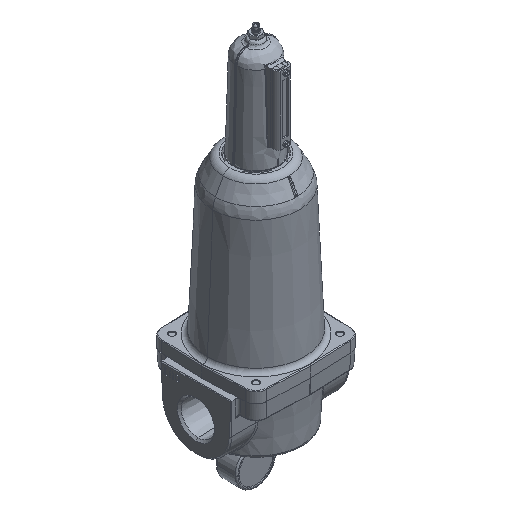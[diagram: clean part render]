
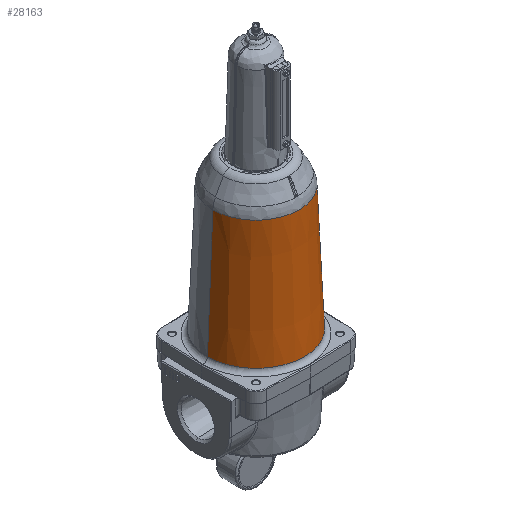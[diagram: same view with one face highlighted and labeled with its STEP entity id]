
A CAD part, isometric view. The second image highlights one B-rep face of the part: STEP entity #28163.
In plain terms, the highlighted conical face has half-angle 2.45 degrees and reference radius 57.292 mm.
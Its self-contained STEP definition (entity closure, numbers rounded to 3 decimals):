
#3226 = AXIS2_PLACEMENT_3D ( 'NONE', #20644, #32454, #5163 ) ;
#4951 = LINE ( 'NONE', #39158, #26103 ) ;
#5163 = DIRECTION ( 'NONE',  ( 0., 0., -1. ) ) ;
#5335 = EDGE_CURVE ( 'NONE', #9259, #48866, #14439, .T. ) ;
#7410 = FACE_OUTER_BOUND ( 'NONE', #39703, .T. ) ;
#8195 = DIRECTION ( 'NONE',  ( 0., 1., 0. ) ) ;
#9055 = ORIENTED_EDGE ( 'NONE', *, *, #5335, .T. ) ;
#9259 = VERTEX_POINT ( 'NONE', #35486 ) ;
#12071 = DIRECTION ( 'NONE',  ( 0., 0., 1. ) ) ;
#12705 = AXIS2_PLACEMENT_3D ( 'NONE', #23674, #8195, #12071 ) ;
#14439 = CIRCLE ( 'NONE', #3226, 57.589 ) ;
#15732 = EDGE_CURVE ( 'NONE', #41717, #39169, #19649, .T. ) ;
#17152 = CARTESIAN_POINT ( 'NONE',  ( 0., 89.434, 0. ) ) ;
#19649 = CIRCLE ( 'NONE', #50368, 64.697 ) ;
#20644 = CARTESIAN_POINT ( 'NONE',  ( 0., -76.685, 0. ) ) ;
#22375 = CARTESIAN_POINT ( 'NONE',  ( 0., -83.622, 57.292 ) ) ;
#23674 = CARTESIAN_POINT ( 'NONE',  ( 0., -83.622, 0. ) ) ;
#24737 = CARTESIAN_POINT ( 'NONE',  ( 0., 89.434, -64.697 ) ) ;
#25129 = DIRECTION ( 'NONE',  ( 0., 0., -1. ) ) ;
#25486 = LINE ( 'NONE', #22375, #49920 ) ;
#26103 = VECTOR ( 'NONE', #50797, 1000. ) ;
#26582 = EDGE_CURVE ( 'NONE', #9259, #39169, #25486, .T. ) ;
#27808 = ORIENTED_EDGE ( 'NONE', *, *, #42772, .T. ) ;
#28163 = ADVANCED_FACE ( 'NONE', ( #7410 ), #28504, .T. ) ;
#28504 = CONICAL_SURFACE ( 'NONE', #12705, 57.292, 0.043 ) ;
#29238 = ORIENTED_EDGE ( 'NONE', *, *, #15732, .T. ) ;
#32454 = DIRECTION ( 'NONE',  ( 0., 1., 0. ) ) ;
#33807 = CARTESIAN_POINT ( 'NONE',  ( 0., -76.685, -57.589 ) ) ;
#34462 = ORIENTED_EDGE ( 'NONE', *, *, #26582, .F. ) ;
#34725 = DIRECTION ( 'NONE',  ( 0., 0.999, 0.043 ) ) ;
#35486 = CARTESIAN_POINT ( 'NONE',  ( 0., -76.685, 57.589 ) ) ;
#39158 = CARTESIAN_POINT ( 'NONE',  ( 0., -83.622, -57.292 ) ) ;
#39169 = VERTEX_POINT ( 'NONE', #47049 ) ;
#39703 = EDGE_LOOP ( 'NONE', ( #9055, #27808, #29238, #34462 ) ) ;
#41717 = VERTEX_POINT ( 'NONE', #24737 ) ;
#42772 = EDGE_CURVE ( 'NONE', #48866, #41717, #4951, .T. ) ;
#47049 = CARTESIAN_POINT ( 'NONE',  ( 0., 89.434, 64.697 ) ) ;
#48866 = VERTEX_POINT ( 'NONE', #33807 ) ;
#49087 = DIRECTION ( 'NONE',  ( 0., -1., 0. ) ) ;
#49920 = VECTOR ( 'NONE', #34725, 1000. ) ;
#50368 = AXIS2_PLACEMENT_3D ( 'NONE', #17152, #49087, #25129 ) ;
#50797 = DIRECTION ( 'NONE',  ( 0., 0.999, -0.043 ) ) ;
